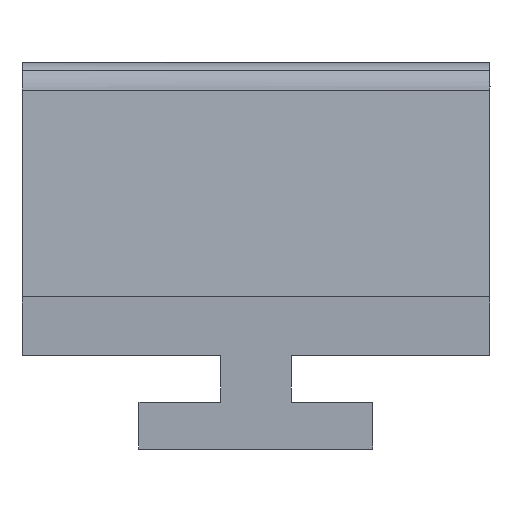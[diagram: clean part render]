
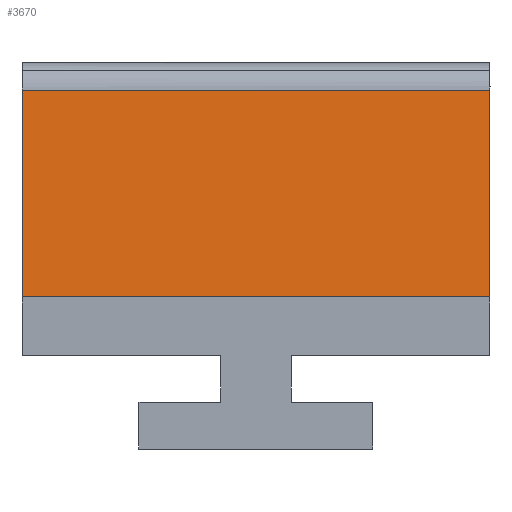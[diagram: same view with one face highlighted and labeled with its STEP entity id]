
A CAD part, left-side view. The second image highlights one B-rep face of the part: STEP entity #3670.
In plain terms, the highlighted free-form (B-spline) face has degree [1, 1] with [2, 2] control points.
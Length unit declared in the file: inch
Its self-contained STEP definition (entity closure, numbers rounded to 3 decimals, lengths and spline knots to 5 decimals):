
#3605=CARTESIAN_POINT('V1397',(-26.20191,
   37.45983,9.92919));
#3606=VERTEX_POINT('V1397',#3605);
#3620=CARTESIAN_POINT('V1398',(-26.20191,
   35.45983,9.92919));
#3621=VERTEX_POINT('V1398',#3620);
#3622=CARTESIAN_POINT('E79',(-26.20191,37.45983,
   9.92919));
#3623=CARTESIAN_POINT('E79',(-26.20191,35.45983,
   9.92919));
#3624=QUASI_UNIFORM_CURVE('E79',1,(#3622,#3623),.POLYLINE_FORM.,.F.,
   .U.);
#3625=EDGE_CURVE('E79',#3606,#3621,#3624,.T.);
#3643=CARTESIAN_POINT('F106',(-26.25589,37.45983,
   9.04655));
#3644=CARTESIAN_POINT('F106',(-26.25589,35.45983,
   9.04655));
#3645=CARTESIAN_POINT('F106',(-26.20191,37.45983,
   9.92919));
#3646=CARTESIAN_POINT('F106',(-26.20191,35.45983,
   9.92919));
#3647=B_SPLINE_SURFACE_WITH_KNOTS('F106',1,1,((#3643,#3645),(
   #3644,#3646)),.PLANE_SURF.,.F.,.F.,.U.,(2,2),(2,2),(0.0,2.0),(
   0.0,0.88428),.UNSPECIFIED.);
#3648=CARTESIAN_POINT('V1521',(-26.25589,
   37.45983,9.04655));
#3649=VERTEX_POINT('V1521',#3648);
#3650=CARTESIAN_POINT('E747',(-26.20191,37.45983,
   9.92919));
#3651=CARTESIAN_POINT('E747',(-26.25589,37.45983,
   9.04655));
#3652=QUASI_UNIFORM_CURVE('E747',1,(#3650,#3651),.POLYLINE_FORM.,.F.,
   .U.);
#3653=EDGE_CURVE('E747',#3606,#3649,#3652,.T.);
#3654=ORIENTED_EDGE('E747',*,*,#3653,.T.);
#3655=CARTESIAN_POINT('V1520',(-26.25589,
   35.45983,9.04655));
#3656=VERTEX_POINT('V1520',#3655);
#3657=CARTESIAN_POINT('E426',(-26.25589,35.45983,
   9.04655));
#3658=CARTESIAN_POINT('E426',(-26.25589,37.45983,
   9.04655));
#3659=B_SPLINE_CURVE_WITH_KNOTS('E426',1,(#3657,#3658),
   .POLYLINE_FORM.,.F.,.U.,(2,2),(0.0,2.0),.UNSPECIFIED.);
#3660=EDGE_CURVE('E426',#3656,#3649,#3659,.T.);
#3661=ORIENTED_EDGE('E426',*,*,#3660,.F.);
#3662=CARTESIAN_POINT('E902',(-26.25589,35.45983,
   9.04655));
#3663=CARTESIAN_POINT('E902',(-26.20191,35.45983,
   9.92919));
#3664=QUASI_UNIFORM_CURVE('E902',1,(#3662,#3663),.POLYLINE_FORM.,.F.,
   .U.);
#3665=EDGE_CURVE('E902',#3656,#3621,#3664,.T.);
#3666=ORIENTED_EDGE('E902',*,*,#3665,.T.);
#3667=ORIENTED_EDGE('E79',*,*,#3625,.F.);
#3668=EDGE_LOOP('F106',(#3654,#3661,#3666,#3667));
#3669=FACE_OUTER_BOUND('F106',#3668,.T.);
#3670=ADVANCED_FACE('F106',(#3669),#3647,.T.);
